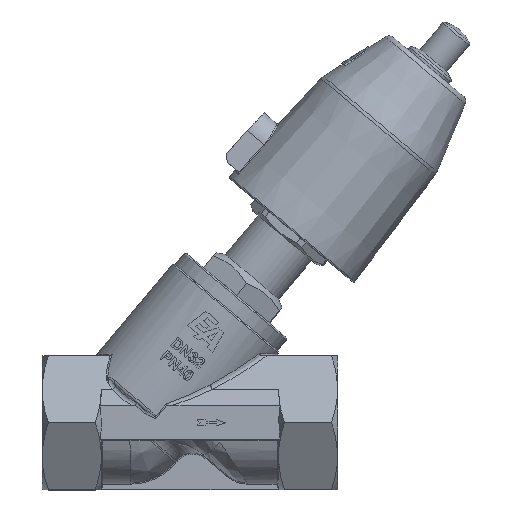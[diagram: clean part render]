
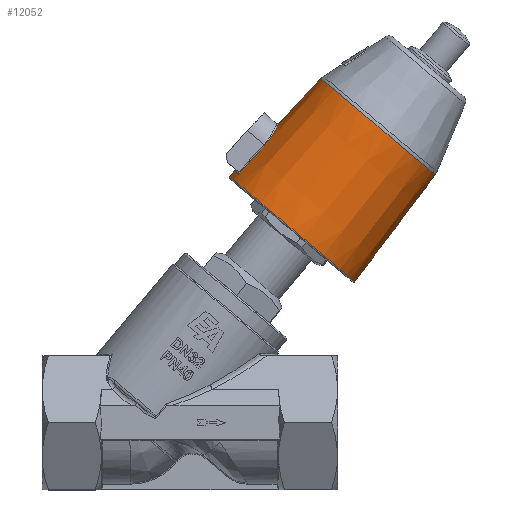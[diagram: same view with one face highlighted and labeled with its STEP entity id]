
A CAD part, top view. The second image highlights one B-rep face of the part: STEP entity #12052.
In plain terms, the highlighted conical face has half-angle 3 degrees and reference radius 29.163 mm.
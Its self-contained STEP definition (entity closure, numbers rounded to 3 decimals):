
#705=B_SPLINE_CURVE_WITH_KNOTS('',3,(#26601,#26602,#26603,#26604),
 .UNSPECIFIED.,.F.,.F.,(4,4),(-1.856,-0.398),
 .UNSPECIFIED.);
#706=B_SPLINE_CURVE_WITH_KNOTS('',3,(#26606,#26607,#26608,#26609,#26610,
#26611,#26612),.UNSPECIFIED.,.F.,.F.,(4,1,1,1,4),(-1.517,-1.3,
-0.65,-0.433,0.),.UNSPECIFIED.);
#707=B_SPLINE_CURVE_WITH_KNOTS('',3,(#26621,#26622,#26623,#26624,#26625,
#26626,#26627),.UNSPECIFIED.,.F.,.F.,(4,1,1,1,4),(-3.034,-2.601,
-2.167,-1.734,-1.517),.UNSPECIFIED.);
#708=B_SPLINE_CURVE_WITH_KNOTS('',3,(#26629,#26630,#26631,#26632),
 .UNSPECIFIED.,.F.,.F.,(4,4),(-0.399,-0.391),
 .UNSPECIFIED.);
#1469=CIRCLE('',#13190,30.472);
#1470=CIRCLE('',#13191,30.472);
#1471=CIRCLE('',#13192,30.472);
#1473=CIRCLE('',#13195,30.318);
#1474=CIRCLE('',#13196,27.86);
#1475=CIRCLE('',#13197,27.86);
#1476=CIRCLE('',#13198,27.86);
#1477=CIRCLE('',#13199,30.318);
#1621=CONICAL_SURFACE('',#13194,29.163,0.052);
#2229=FACE_OUTER_BOUND('',#2960,.T.);
#2960=EDGE_LOOP('',(#10701,#10702,#10703,#10704,#10705,#10706,#10707,#10708,
#10709,#10710,#10711,#10712,#10713,#10714,#10715,#10716));
#3704=LINE('',#26597,#4413);
#3705=LINE('',#26614,#4414);
#4413=VECTOR('',#15826,29.163);
#4414=VECTOR('',#15829,29.163);
#5543=VERTEX_POINT('',#26587);
#5544=VERTEX_POINT('',#26589);
#5545=VERTEX_POINT('',#26591);
#5546=VERTEX_POINT('',#26596);
#5547=VERTEX_POINT('',#26598);
#5548=VERTEX_POINT('',#26600);
#5549=VERTEX_POINT('',#26605);
#5550=VERTEX_POINT('',#26613);
#5551=VERTEX_POINT('',#26615);
#5552=VERTEX_POINT('',#26617);
#5553=VERTEX_POINT('',#26620);
#5554=VERTEX_POINT('',#26628);
#7297=EDGE_CURVE('',#5543,#5544,#1469,.T.);
#7298=EDGE_CURVE('',#5544,#5545,#1470,.T.);
#7299=EDGE_CURVE('',#5545,#5543,#1471,.T.);
#7301=EDGE_CURVE('',#5544,#5546,#3704,.T.);
#7302=EDGE_CURVE('',#5547,#5546,#1473,.T.);
#7303=EDGE_CURVE('',#5548,#5547,#705,.T.);
#7304=EDGE_CURVE('',#5549,#5548,#706,.T.);
#7305=EDGE_CURVE('',#5549,#5550,#3705,.T.);
#7306=EDGE_CURVE('',#5551,#5550,#1474,.T.);
#7307=EDGE_CURVE('',#5552,#5551,#1475,.T.);
#7308=EDGE_CURVE('',#5550,#5552,#1476,.T.);
#7309=EDGE_CURVE('',#5553,#5549,#707,.T.);
#7310=EDGE_CURVE('',#5554,#5553,#708,.T.);
#7311=EDGE_CURVE('',#5546,#5554,#1477,.T.);
#10701=ORIENTED_EDGE('',*,*,#7299,.F.);
#10702=ORIENTED_EDGE('',*,*,#7298,.F.);
#10703=ORIENTED_EDGE('',*,*,#7301,.T.);
#10704=ORIENTED_EDGE('',*,*,#7302,.F.);
#10705=ORIENTED_EDGE('',*,*,#7303,.F.);
#10706=ORIENTED_EDGE('',*,*,#7304,.F.);
#10707=ORIENTED_EDGE('',*,*,#7305,.T.);
#10708=ORIENTED_EDGE('',*,*,#7306,.F.);
#10709=ORIENTED_EDGE('',*,*,#7307,.F.);
#10710=ORIENTED_EDGE('',*,*,#7308,.F.);
#10711=ORIENTED_EDGE('',*,*,#7305,.F.);
#10712=ORIENTED_EDGE('',*,*,#7309,.F.);
#10713=ORIENTED_EDGE('',*,*,#7310,.F.);
#10714=ORIENTED_EDGE('',*,*,#7311,.F.);
#10715=ORIENTED_EDGE('',*,*,#7301,.F.);
#10716=ORIENTED_EDGE('',*,*,#7297,.F.);
#12052=ADVANCED_FACE('',(#2229),#1621,.T.);
#13190=AXIS2_PLACEMENT_3D('',#26590,#15816,#15817);
#13191=AXIS2_PLACEMENT_3D('',#26592,#15818,#15819);
#13192=AXIS2_PLACEMENT_3D('',#26593,#15820,#15821);
#13194=AXIS2_PLACEMENT_3D('',#26595,#15824,#15825);
#13195=AXIS2_PLACEMENT_3D('',#26599,#15827,#15828);
#13196=AXIS2_PLACEMENT_3D('',#26616,#15830,#15831);
#13197=AXIS2_PLACEMENT_3D('',#26618,#15832,#15833);
#13198=AXIS2_PLACEMENT_3D('',#26619,#15834,#15835);
#13199=AXIS2_PLACEMENT_3D('',#26633,#15836,#15837);
#15816=DIRECTION('center_axis',(0.,-1.,0.));
#15817=DIRECTION('ref_axis',(-1.,0.,0.));
#15818=DIRECTION('center_axis',(0.,-1.,0.));
#15819=DIRECTION('ref_axis',(-1.,0.,0.));
#15820=DIRECTION('center_axis',(0.,-1.,0.));
#15821=DIRECTION('ref_axis',(-1.,0.,0.));
#15824=DIRECTION('center_axis',(0.,-1.,0.));
#15825=DIRECTION('ref_axis',(1.,0.,0.));
#15826=DIRECTION('',(0.052,0.999,0.));
#15827=DIRECTION('center_axis',(0.,1.,0.));
#15828=DIRECTION('ref_axis',(-1.,0.,0.));
#15829=DIRECTION('',(0.052,0.999,0.));
#15830=DIRECTION('center_axis',(0.,1.,0.));
#15831=DIRECTION('ref_axis',(-1.,0.,0.));
#15832=DIRECTION('center_axis',(0.,1.,0.));
#15833=DIRECTION('ref_axis',(-1.,0.,0.));
#15834=DIRECTION('center_axis',(0.,1.,0.));
#15835=DIRECTION('ref_axis',(-1.,0.,0.));
#15836=DIRECTION('center_axis',(0.,1.,0.));
#15837=DIRECTION('ref_axis',(-1.,0.,0.));
#26587=CARTESIAN_POINT('',(0.,-6.288,30.472));
#26589=CARTESIAN_POINT('',(-30.472,-6.288,0.));
#26590=CARTESIAN_POINT('Origin',(0.,-6.288,0.));
#26591=CARTESIAN_POINT('',(30.472,-6.288,0.));
#26592=CARTESIAN_POINT('Origin',(0.,-6.288,0.));
#26593=CARTESIAN_POINT('Origin',(0.,-6.288,0.));
#26595=CARTESIAN_POINT('Origin',(0.,18.691,0.));
#26596=CARTESIAN_POINT('',(-30.318,-3.341,0.));
#26597=CARTESIAN_POINT('',(-29.163,18.691,0.));
#26598=CARTESIAN_POINT('',(-28.403,-3.341,-10.603));
#26599=CARTESIAN_POINT('Origin',(0.,-3.341,0.));
#26600=CARTESIAN_POINT('',(-27.877,11.204,-9.819));
#26601=CARTESIAN_POINT('Ctrl Pts',(-27.877,11.204,-9.819));
#26602=CARTESIAN_POINT('Ctrl Pts',(-28.054,6.356,-10.081));
#26603=CARTESIAN_POINT('Ctrl Pts',(-28.23,1.507,-10.342));
#26604=CARTESIAN_POINT('Ctrl Pts',(-28.403,-3.341,-10.603));
#26605=CARTESIAN_POINT('',(-29.06,20.659,0.));
#26606=CARTESIAN_POINT('Ctrl Pts',(-29.06,20.659,0.));
#26607=CARTESIAN_POINT('Ctrl Pts',(-29.06,20.659,-0.713));
#26608=CARTESIAN_POINT('Ctrl Pts',(-28.977,20.347,-3.561));
#26609=CARTESIAN_POINT('Ctrl Pts',(-28.439,18.4,-6.746));
#26610=CARTESIAN_POINT('Ctrl Pts',(-27.918,14.782,-9.152));
#26611=CARTESIAN_POINT('Ctrl Pts',(-27.824,12.645,-9.742));
#26612=CARTESIAN_POINT('Ctrl Pts',(-27.877,11.204,-9.819));
#26613=CARTESIAN_POINT('',(-27.86,43.562,0.));
#26614=CARTESIAN_POINT('',(-29.163,18.691,0.));
#26615=CARTESIAN_POINT('',(27.86,43.562,0.));
#26616=CARTESIAN_POINT('Origin',(0.,43.562,0.));
#26617=CARTESIAN_POINT('',(0.,43.562,27.86));
#26618=CARTESIAN_POINT('Origin',(0.,43.562,0.));
#26619=CARTESIAN_POINT('Origin',(0.,43.562,0.));
#26620=CARTESIAN_POINT('',(-27.877,11.204,9.819));
#26621=CARTESIAN_POINT('Ctrl Pts',(-27.877,11.204,9.819));
#26622=CARTESIAN_POINT('Ctrl Pts',(-27.824,12.645,9.742));
#26623=CARTESIAN_POINT('Ctrl Pts',(-27.953,15.503,8.955));
#26624=CARTESIAN_POINT('Ctrl Pts',(-28.572,18.863,6.149));
#26625=CARTESIAN_POINT('Ctrl Pts',(-28.995,20.424,2.848));
#26626=CARTESIAN_POINT('Ctrl Pts',(-29.06,20.658,0.711));
#26627=CARTESIAN_POINT('Ctrl Pts',(-29.06,20.659,0.));
#26628=CARTESIAN_POINT('',(-28.403,-3.341,10.603));
#26629=CARTESIAN_POINT('Ctrl Pts',(-28.403,-3.341,
10.603));
#26630=CARTESIAN_POINT('Ctrl Pts',(-28.228,1.552,10.34));
#26631=CARTESIAN_POINT('Ctrl Pts',(-28.053,6.4,10.078));
#26632=CARTESIAN_POINT('Ctrl Pts',(-27.877,11.204,9.819));
#26633=CARTESIAN_POINT('Origin',(0.,-3.341,0.));
